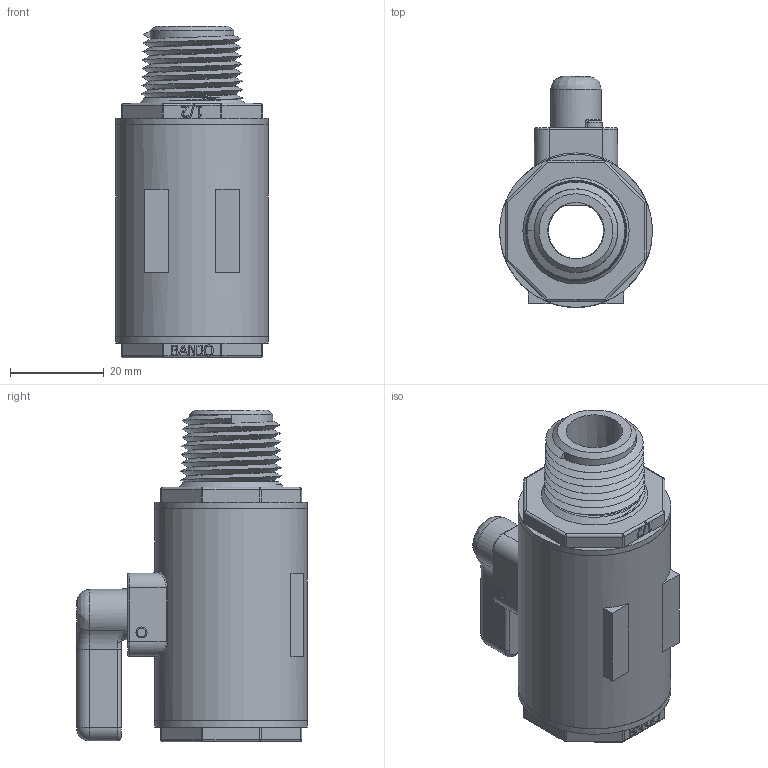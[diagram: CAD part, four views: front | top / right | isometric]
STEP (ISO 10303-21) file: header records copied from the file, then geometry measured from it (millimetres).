
FILE_DESCRIPTION((''),'2;1');
FILE_NAME('LV050MTV.stp','2012-09-12T10:17:45',('areid'),(''),'Autodesk Inventor 2012','Autodesk Inventor 2012','');
FILE_SCHEMA(('AUTOMOTIVE_DESIGN { 1 0 10303 214 1 1 1 1 }'));
Length unit declared in the file: inch
Products named in the file (10): LV050MTV; LV050SUBV; LV05254A; LV02153B; AQ010V; WS10002; LEV05255; LV05256; LV05258V; LVMT05256
Assembly tree (10 placements, depth 3):
  LV050MTV
    LV050SUBV
      LV05254A
      LV02153B
      AQ010V
      WS10002
      LEV05255
    LV05256
    LV05258V  x2
    LVMT05256
Bounding box: 32.64 x 49.36 x 70.92 mm (x, y, z)
Volume: 41110.2 mm3; surface area: 26730.8 mm2
Topology: 9 solids, 9 shells, 658 faces, 1634 edges, 1032 vertices
Faces by surface type: plane 276, bspline 145, cylinder 134, torus 46, cone 31, sphere 26
Full cylindrical faces by diameter (mm): 2.286 x4, 2.362 x3, 6.35 x1, 6.375 x1, 9.347 x1, 9.449 x1, 9.525 x1, 9.55 x1, 10.795 x1, 12.7 x1, 13.741 x2, 25.908 x2, 26.01 x2, 26.264 x2, 26.975 x2, 29.464 x2, 32.639 x3
Entity records: 24791 total; most frequent: CARTESIAN_POINT 10309, ORIENTED_EDGE 3062, DIRECTION 2577, EDGE_CURVE 1531, VERTEX_POINT 1002, AXIS2_PLACEMENT_3D 913, EDGE_LOOP 773, VECTOR 751
